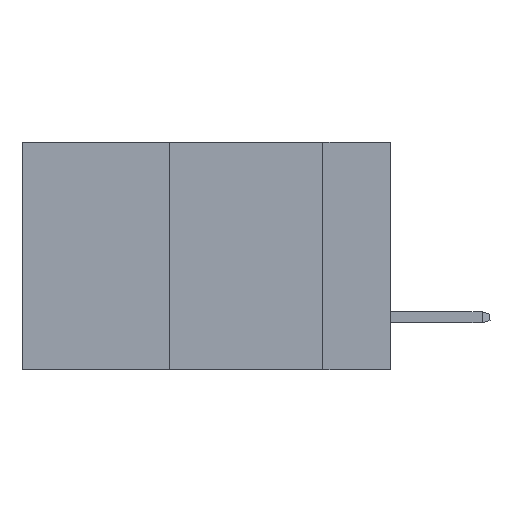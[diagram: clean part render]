
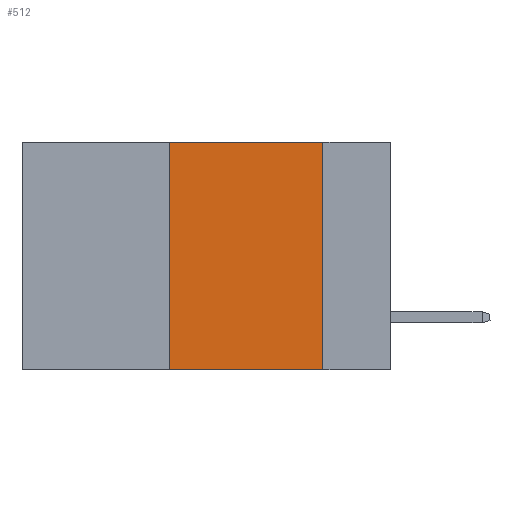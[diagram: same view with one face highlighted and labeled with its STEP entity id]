
A CAD part, left-side view. The second image highlights one B-rep face of the part: STEP entity #512.
In plain terms, the highlighted planar face has unit normal (-1, 0, 0).
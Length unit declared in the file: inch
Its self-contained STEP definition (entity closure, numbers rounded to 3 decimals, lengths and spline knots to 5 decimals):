
#23 = PLANE ( 'NONE',  #5071 ) ;
#159 = LINE ( 'NONE', #638, #7345 ) ;
#304 = CARTESIAN_POINT ( 'NONE',  ( 0., 0.11, -0.37 ) ) ;
#512 = ADVANCED_FACE ( 'NONE', ( #7918 ), #23, .F. ) ;
#638 = CARTESIAN_POINT ( 'NONE',  ( 0., 0.11, 0. ) ) ;
#1417 = ORIENTED_EDGE ( 'NONE', *, *, #5085, .F. ) ;
#1630 = EDGE_CURVE ( 'NONE', #3218, #4789, #3226, .T. ) ;
#1741 = LINE ( 'NONE', #3439, #3939 ) ;
#2191 = LINE ( 'NONE', #4907, #2753 ) ;
#2287 = ORIENTED_EDGE ( 'NONE', *, *, #9397, .T. ) ;
#2686 = VERTEX_POINT ( 'NONE', #7612 ) ;
#2753 = VECTOR ( 'NONE', #4112, 39.37008 ) ;
#3002 = DIRECTION ( 'NONE',  ( 0., 0., 1. ) ) ;
#3218 = VERTEX_POINT ( 'NONE', #7184 ) ;
#3226 = LINE ( 'NONE', #9240, #7178 ) ;
#3285 = CARTESIAN_POINT ( 'NONE',  ( 0., 0.36, 0. ) ) ;
#3439 = CARTESIAN_POINT ( 'NONE',  ( 0., 0.6, 0. ) ) ;
#3447 = DIRECTION ( 'NONE',  ( 0., 0., -1. ) ) ;
#3601 = ORIENTED_EDGE ( 'NONE', *, *, #5931, .F. ) ;
#3761 = VERTEX_POINT ( 'NONE', #304 ) ;
#3939 = VECTOR ( 'NONE', #5185, 39.37008 ) ;
#4112 = DIRECTION ( 'NONE',  ( 0., -1., 0. ) ) ;
#4789 = VERTEX_POINT ( 'NONE', #3285 ) ;
#4907 = CARTESIAN_POINT ( 'NONE',  ( 0., 0.6, -0.37 ) ) ;
#5071 = AXIS2_PLACEMENT_3D ( 'NONE', #9624, #10371, #3447 ) ;
#5085 = EDGE_CURVE ( 'NONE', #2686, #3761, #159, .T. ) ;
#5185 = DIRECTION ( 'NONE',  ( 0., -1., 0. ) ) ;
#5198 = EDGE_LOOP ( 'NONE', ( #1417, #3601, #7608, #2287 ) ) ;
#5931 = EDGE_CURVE ( 'NONE', #4789, #2686, #1741, .T. ) ;
#7178 = VECTOR ( 'NONE', #3002, 39.37008 ) ;
#7184 = CARTESIAN_POINT ( 'NONE',  ( 0., 0.36, -0.37 ) ) ;
#7345 = VECTOR ( 'NONE', #7609, 39.37008 ) ;
#7608 = ORIENTED_EDGE ( 'NONE', *, *, #1630, .F. ) ;
#7609 = DIRECTION ( 'NONE',  ( 0., 0., -1. ) ) ;
#7612 = CARTESIAN_POINT ( 'NONE',  ( 0., 0.11, 0. ) ) ;
#7918 = FACE_OUTER_BOUND ( 'NONE', #5198, .T. ) ;
#9240 = CARTESIAN_POINT ( 'NONE',  ( 0., 0.36, 0. ) ) ;
#9397 = EDGE_CURVE ( 'NONE', #3218, #3761, #2191, .T. ) ;
#9624 = CARTESIAN_POINT ( 'NONE',  ( 0., 0.6, 0. ) ) ;
#10371 = DIRECTION ( 'NONE',  ( 1., 0., 0. ) ) ;
